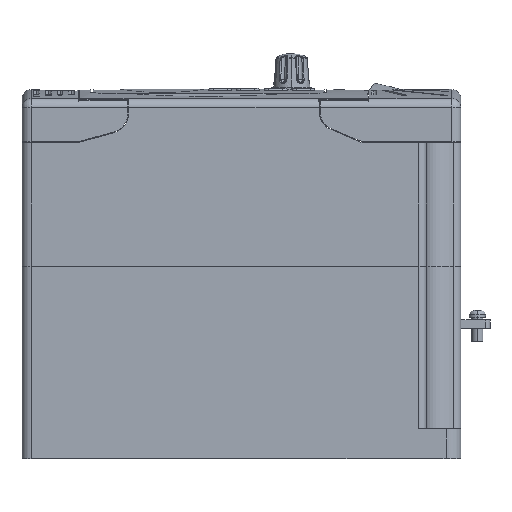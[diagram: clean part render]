
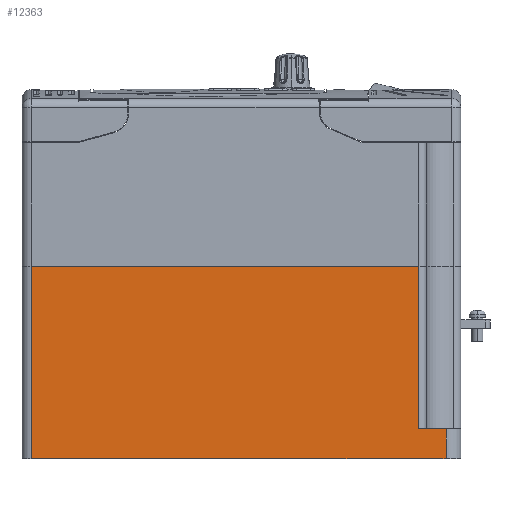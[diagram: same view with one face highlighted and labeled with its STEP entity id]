
A CAD part, left-side view. The second image highlights one B-rep face of the part: STEP entity #12363.
In plain terms, the highlighted planar face has unit normal (-1, 0, 0).
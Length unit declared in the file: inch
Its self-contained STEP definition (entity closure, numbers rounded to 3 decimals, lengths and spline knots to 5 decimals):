
#229 = EDGE_CURVE ( 'NONE', #34182, #35979, #28109, .T. ) ;
#1467 = CARTESIAN_POINT ( 'NONE',  ( -1.97, -2.505, -3.00547 ) ) ;
#3662 = LINE ( 'NONE', #16778, #4575 ) ;
#4575 = VECTOR ( 'NONE', #37281, 39.37008 ) ;
#4826 = ORIENTED_EDGE ( 'NONE', *, *, #229, .F. ) ;
#6795 = DIRECTION ( 'NONE',  ( 0., 1., 0. ) ) ;
#7960 = LINE ( 'NONE', #23712, #22678 ) ;
#8917 = CARTESIAN_POINT ( 'NONE',  ( -1.97, 2.975, -2.6 ) ) ;
#8957 = CARTESIAN_POINT ( 'NONE',  ( -1.97, -2.775, -2.6 ) ) ;
#8959 = ORIENTED_EDGE ( 'NONE', *, *, #18656, .T. ) ;
#9082 = DIRECTION ( 'NONE',  ( 0., 0., 1. ) ) ;
#9848 = CARTESIAN_POINT ( 'NONE',  ( -1.97, 2.85, -0.4 ) ) ;
#10230 = ORIENTED_EDGE ( 'NONE', *, *, #18080, .T. ) ;
#10910 = VECTOR ( 'NONE', #24949, 39.37008 ) ;
#11102 = VERTEX_POINT ( 'NONE', #18657 ) ;
#12327 = VECTOR ( 'NONE', #21974, 39.37008 ) ;
#12363 = ADVANCED_FACE ( 'NONE', ( #22983 ), #35258, .F. ) ;
#12480 = ORIENTED_EDGE ( 'NONE', *, *, #28015, .F. ) ;
#12825 = DIRECTION ( 'NONE',  ( 0., 0., 1. ) ) ;
#13223 = VECTOR ( 'NONE', #35452, 39.37008 ) ;
#13786 = LINE ( 'NONE', #28840, #21576 ) ;
#14597 = CARTESIAN_POINT ( 'NONE',  ( -1.97, -2.405, -2.6 ) ) ;
#14900 = CARTESIAN_POINT ( 'NONE',  ( -1.97, 2.975, -3.00547 ) ) ;
#16778 = CARTESIAN_POINT ( 'NONE',  ( -1.97, 2.975, -3.00547 ) ) ;
#17680 = VERTEX_POINT ( 'NONE', #34350 ) ;
#17834 = DIRECTION ( 'NONE',  ( 0., 0., -1. ) ) ;
#18080 = EDGE_CURVE ( 'NONE', #11102, #37707, #3662, .T. ) ;
#18176 = EDGE_CURVE ( 'NONE', #32630, #17680, #13786, .T. ) ;
#18342 = AXIS2_PLACEMENT_3D ( 'NONE', #14900, #35387, #17834 ) ;
#18656 = EDGE_CURVE ( 'NONE', #32630, #11102, #27925, .T. ) ;
#18657 = CARTESIAN_POINT ( 'NONE',  ( -1.97, 2.85, -3.00547 ) ) ;
#18699 = LINE ( 'NONE', #1467, #10910 ) ;
#18878 = CARTESIAN_POINT ( 'NONE',  ( -1.97, 2.85, -3.00547 ) ) ;
#19273 = VERTEX_POINT ( 'NONE', #14597 ) ;
#19742 = ORIENTED_EDGE ( 'NONE', *, *, #18176, .F. ) ;
#20183 = EDGE_CURVE ( 'NONE', #19273, #17680, #7960, .T. ) ;
#20191 = LINE ( 'NONE', #34951, #35784 ) ;
#21576 = VECTOR ( 'NONE', #22925, 39.37008 ) ;
#21974 = DIRECTION ( 'NONE',  ( 0., 0., -1. ) ) ;
#22678 = VECTOR ( 'NONE', #9082, 39.37008 ) ;
#22925 = DIRECTION ( 'NONE',  ( 0., -1., 0. ) ) ;
#22983 = FACE_OUTER_BOUND ( 'NONE', #35202, .T. ) ;
#23712 = CARTESIAN_POINT ( 'NONE',  ( -1.97, -2.405, 1.29 ) ) ;
#24949 = DIRECTION ( 'NONE',  ( 0., 0., 1. ) ) ;
#25442 = CARTESIAN_POINT ( 'NONE',  ( -1.97, -2.775, -3.00447 ) ) ;
#26030 = ORIENTED_EDGE ( 'NONE', *, *, #28203, .T. ) ;
#26683 = EDGE_CURVE ( 'NONE', #34182, #27548, #20191, .T. ) ;
#27548 = VERTEX_POINT ( 'NONE', #8957 ) ;
#27925 = LINE ( 'NONE', #18878, #12327 ) ;
#28015 = EDGE_CURVE ( 'NONE', #19273, #27548, #36631, .T. ) ;
#28109 = LINE ( 'NONE', #30268, #35901 ) ;
#28203 = EDGE_CURVE ( 'NONE', #37707, #35979, #18699, .T. ) ;
#28840 = CARTESIAN_POINT ( 'NONE',  ( -1.97, 2.975, -0.4 ) ) ;
#30268 = CARTESIAN_POINT ( 'NONE',  ( -1.97, 2.975, -3.00447 ) ) ;
#32630 = VERTEX_POINT ( 'NONE', #9848 ) ;
#34072 = CARTESIAN_POINT ( 'NONE',  ( -1.97, -2.505, -3.00547 ) ) ;
#34182 = VERTEX_POINT ( 'NONE', #25442 ) ;
#34350 = CARTESIAN_POINT ( 'NONE',  ( -1.97, -2.405, -0.4 ) ) ;
#34951 = CARTESIAN_POINT ( 'NONE',  ( -1.97, -2.775, -3.00547 ) ) ;
#35202 = EDGE_LOOP ( 'NONE', ( #10230, #26030, #4826, #36560, #12480, #36371, #19742, #8959 ) ) ;
#35258 = PLANE ( 'NONE',  #18342 ) ;
#35387 = DIRECTION ( 'NONE',  ( 1., 0., 0. ) ) ;
#35452 = DIRECTION ( 'NONE',  ( 0., -1., 0. ) ) ;
#35784 = VECTOR ( 'NONE', #12825, 39.37008 ) ;
#35901 = VECTOR ( 'NONE', #6795, 39.37008 ) ;
#35979 = VERTEX_POINT ( 'NONE', #37345 ) ;
#36371 = ORIENTED_EDGE ( 'NONE', *, *, #20183, .T. ) ;
#36560 = ORIENTED_EDGE ( 'NONE', *, *, #26683, .T. ) ;
#36631 = LINE ( 'NONE', #8917, #13223 ) ;
#37281 = DIRECTION ( 'NONE',  ( 0., -1., 0. ) ) ;
#37345 = CARTESIAN_POINT ( 'NONE',  ( -1.97, -2.505, -3.00447 ) ) ;
#37707 = VERTEX_POINT ( 'NONE', #34072 ) ;
